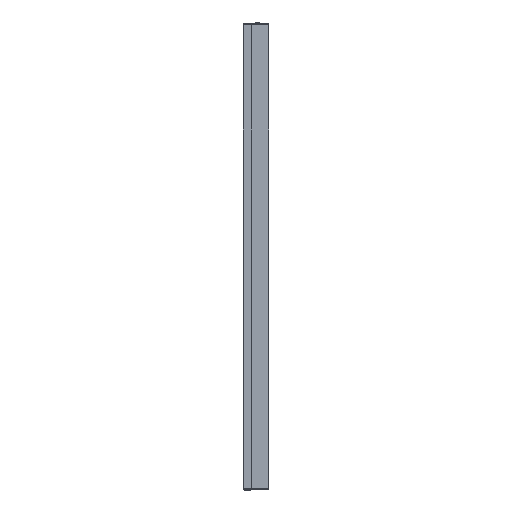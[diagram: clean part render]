
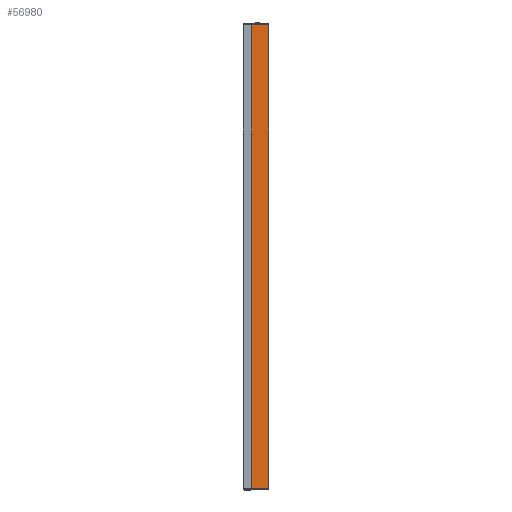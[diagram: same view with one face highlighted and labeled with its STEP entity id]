
A CAD part, left-side view. The second image highlights one B-rep face of the part: STEP entity #56980.
In plain terms, the highlighted planar face has unit normal (-1, 0, 0).
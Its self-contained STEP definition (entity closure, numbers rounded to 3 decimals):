
#904 = VERTEX_POINT ( 'NONE', #2003 ) ;
#2003 = CARTESIAN_POINT ( 'NONE',  ( -5.75, 0.3, -417. ) ) ;
#3560 = VECTOR ( 'NONE', #6211, 1000. ) ;
#4878 = EDGE_CURVE ( 'NONE', #904, #32207, #12712, .T. ) ;
#6211 = DIRECTION ( 'NONE',  ( 0., -1., 0. ) ) ;
#6379 = CARTESIAN_POINT ( 'NONE',  ( -5.75, 0., 417. ) ) ;
#6480 = CARTESIAN_POINT ( 'NONE',  ( -5.75, 0., 417. ) ) ;
#6924 = LINE ( 'NONE', #42596, #3560 ) ;
#10969 = FACE_OUTER_BOUND ( 'NONE', #58372, .T. ) ;
#11063 = EDGE_CURVE ( 'NONE', #16904, #904, #6924, .T. ) ;
#12712 = LINE ( 'NONE', #40058, #40002 ) ;
#13012 = CARTESIAN_POINT ( 'NONE',  ( -5.75, 30.925, 417. ) ) ;
#14783 = CARTESIAN_POINT ( 'NONE',  ( -5.75, 0.3, 417. ) ) ;
#16405 = PLANE ( 'NONE',  #52901 ) ;
#16904 = VERTEX_POINT ( 'NONE', #48201 ) ;
#18357 = EDGE_CURVE ( 'NONE', #28033, #16904, #53625, .T. ) ;
#20904 = DIRECTION ( 'NONE',  ( 0., 1., 0. ) ) ;
#24728 = VECTOR ( 'NONE', #44008, 1000. ) ;
#25959 = ORIENTED_EDGE ( 'NONE', *, *, #45087, .F. ) ;
#26549 = CARTESIAN_POINT ( 'NONE',  ( -5.75, 30.925, 417. ) ) ;
#28033 = VERTEX_POINT ( 'NONE', #13012 ) ;
#31037 = DIRECTION ( 'NONE',  ( 0., 0., 1. ) ) ;
#32207 = VERTEX_POINT ( 'NONE', #14783 ) ;
#38033 = ORIENTED_EDGE ( 'NONE', *, *, #4878, .T. ) ;
#38547 = DIRECTION ( 'NONE',  ( 0., -1., 0. ) ) ;
#40002 = VECTOR ( 'NONE', #31037, 1000. ) ;
#40058 = CARTESIAN_POINT ( 'NONE',  ( -5.75, 0.3, 417. ) ) ;
#42596 = CARTESIAN_POINT ( 'NONE',  ( -5.75, 0., -417. ) ) ;
#43834 = ORIENTED_EDGE ( 'NONE', *, *, #11063, .T. ) ;
#44008 = DIRECTION ( 'NONE',  ( 0., 0., -1. ) ) ;
#45087 = EDGE_CURVE ( 'NONE', #28033, #32207, #47866, .T. ) ;
#47866 = LINE ( 'NONE', #6379, #49788 ) ;
#48201 = CARTESIAN_POINT ( 'NONE',  ( -5.75, 30.925, -417. ) ) ;
#49788 = VECTOR ( 'NONE', #38547, 1000. ) ;
#52308 = ORIENTED_EDGE ( 'NONE', *, *, #18357, .T. ) ;
#52901 = AXIS2_PLACEMENT_3D ( 'NONE', #6480, #56985, #20904 ) ;
#53625 = LINE ( 'NONE', #26549, #24728 ) ;
#56980 = ADVANCED_FACE ( 'NONE', ( #10969 ), #16405, .F. ) ;
#56985 = DIRECTION ( 'NONE',  ( 1., 0., 0. ) ) ;
#58372 = EDGE_LOOP ( 'NONE', ( #43834, #38033, #25959, #52308 ) ) ;
